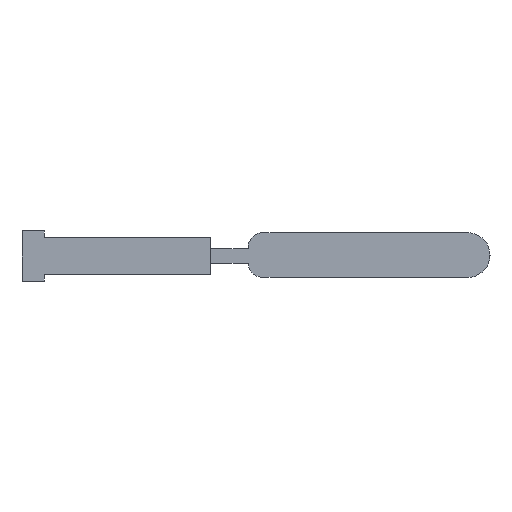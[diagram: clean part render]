
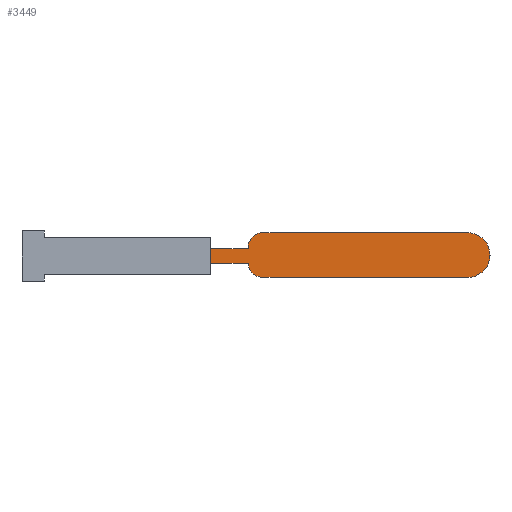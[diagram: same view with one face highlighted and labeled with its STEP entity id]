
A CAD part, left-side view. The second image highlights one B-rep face of the part: STEP entity #3449.
In plain terms, the highlighted planar face has unit normal (-1, 0, 0).
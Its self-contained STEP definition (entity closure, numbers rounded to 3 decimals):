
#7 = VECTOR ( 'NONE', #4889, 1000. ) ;
#60 = VECTOR ( 'NONE', #785, 1000. ) ;
#61 = CARTESIAN_POINT ( 'NONE',  ( -57.143, 27.909, 22.76 ) ) ;
#256 = VERTEX_POINT ( 'NONE', #3895 ) ;
#309 = DIRECTION ( 'NONE',  ( 0., 0., -1. ) ) ;
#335 = CARTESIAN_POINT ( 'NONE',  ( -57.143, 18.109, 22.01 ) ) ;
#359 = CARTESIAN_POINT ( 'NONE',  ( -57.143, 18.909, 22.81 ) ) ;
#473 = EDGE_CURVE ( 'NONE', #3223, #1020, #2718, .T. ) ;
#599 = ORIENTED_EDGE ( 'NONE', *, *, #2003, .F. ) ;
#658 = LINE ( 'NONE', #359, #3721 ) ;
#678 = EDGE_CURVE ( 'NONE', #992, #1101, #3210, .T. ) ;
#682 = ORIENTED_EDGE ( 'NONE', *, *, #3866, .T. ) ;
#729 = DIRECTION ( 'NONE',  ( -1., 0., 0. ) ) ;
#736 = DIRECTION ( 'NONE',  ( 0., 0., -1. ) ) ;
#763 = EDGE_CURVE ( 'NONE', #914, #992, #1341, .T. ) ;
#785 = DIRECTION ( 'NONE',  ( 0., 0., 1. ) ) ;
#804 = EDGE_CURVE ( 'NONE', #914, #3371, #3797, .T. ) ;
#819 = EDGE_CURVE ( 'NONE', #3371, #256, #2284, .T. ) ;
#820 = VERTEX_POINT ( 'NONE', #2261 ) ;
#914 = VERTEX_POINT ( 'NONE', #4616 ) ;
#960 = CARTESIAN_POINT ( 'NONE',  ( -57.143, 18.109, 21.21 ) ) ;
#992 = VERTEX_POINT ( 'NONE', #960 ) ;
#994 = CARTESIAN_POINT ( 'NONE',  ( -57.143, 18.109, 23.61 ) ) ;
#1020 = VERTEX_POINT ( 'NONE', #4692 ) ;
#1081 = CARTESIAN_POINT ( 'NONE',  ( -57.143, 7.109, 21.21 ) ) ;
#1101 = VERTEX_POINT ( 'NONE', #1081 ) ;
#1177 = AXIS2_PLACEMENT_3D ( 'NONE', #335, #1889, #736 ) ;
#1204 = CARTESIAN_POINT ( 'NONE',  ( -57.143, 18.909, 22.76 ) ) ;
#1250 = DIRECTION ( 'NONE',  ( 0., 1., 0. ) ) ;
#1341 = CIRCLE ( 'NONE', #1177, 0.8 ) ;
#1443 = CARTESIAN_POINT ( 'NONE',  ( -57.143, 18.909, 22.76 ) ) ;
#1509 = CARTESIAN_POINT ( 'NONE',  ( -57.143, 7.109, 22.41 ) ) ;
#1613 = CIRCLE ( 'NONE', #3119, 1.2 ) ;
#1703 = ORIENTED_EDGE ( 'NONE', *, *, #763, .T. ) ;
#1730 = EDGE_CURVE ( 'NONE', #820, #4652, #4845, .T. ) ;
#1749 = ORIENTED_EDGE ( 'NONE', *, *, #3834, .F. ) ;
#1791 = DIRECTION ( 'NONE',  ( 0., 1., 0. ) ) ;
#1889 = DIRECTION ( 'NONE',  ( -1., 0., 0. ) ) ;
#2003 = EDGE_CURVE ( 'NONE', #3223, #4652, #658, .T. ) ;
#2042 = CARTESIAN_POINT ( 'NONE',  ( -57.143, 18.909, 22.81 ) ) ;
#2148 = EDGE_CURVE ( 'NONE', #256, #1020, #3846, .T. ) ;
#2261 = CARTESIAN_POINT ( 'NONE',  ( -57.143, 18.109, 23.61 ) ) ;
#2284 = LINE ( 'NONE', #2638, #3561 ) ;
#2511 = DIRECTION ( 'NONE',  ( 1., 0., 0. ) ) ;
#2518 = ORIENTED_EDGE ( 'NONE', *, *, #804, .F. ) ;
#2608 = ORIENTED_EDGE ( 'NONE', *, *, #819, .F. ) ;
#2638 = CARTESIAN_POINT ( 'NONE',  ( -57.143, 27.909, 21.96 ) ) ;
#2648 = DIRECTION ( 'NONE',  ( -1., 0., 0. ) ) ;
#2718 = LINE ( 'NONE', #61, #3709 ) ;
#2801 = CARTESIAN_POINT ( 'NONE',  ( -57.143, 18.909, 21.96 ) ) ;
#2857 = LINE ( 'NONE', #4436, #7 ) ;
#2914 = CARTESIAN_POINT ( 'NONE',  ( -57.143, 18.109, 21.21 ) ) ;
#2923 = ORIENTED_EDGE ( 'NONE', *, *, #1730, .T. ) ;
#2929 = VECTOR ( 'NONE', #3950, 1000. ) ;
#3020 = DIRECTION ( 'NONE',  ( 0., 0., 1. ) ) ;
#3101 = AXIS2_PLACEMENT_3D ( 'NONE', #3553, #2648, #3020 ) ;
#3119 = AXIS2_PLACEMENT_3D ( 'NONE', #1509, #729, #3785 ) ;
#3210 = LINE ( 'NONE', #2914, #2929 ) ;
#3223 = VERTEX_POINT ( 'NONE', #1204 ) ;
#3327 = DIRECTION ( 'NONE',  ( 1., 0., 0. ) ) ;
#3368 = AXIS2_PLACEMENT_3D ( 'NONE', #994, #2511, #1791 ) ;
#3371 = VERTEX_POINT ( 'NONE', #2801 ) ;
#3381 = ORIENTED_EDGE ( 'NONE', *, *, #2148, .F. ) ;
#3449 = ADVANCED_FACE ( 'NONE', ( #4398 ), #3694, .F. ) ;
#3460 = ORIENTED_EDGE ( 'NONE', *, *, #473, .T. ) ;
#3498 = CARTESIAN_POINT ( 'NONE',  ( -57.143, 20.909, 21.96 ) ) ;
#3553 = CARTESIAN_POINT ( 'NONE',  ( -57.143, 18.109, 22.81 ) ) ;
#3561 = VECTOR ( 'NONE', #4138, 1000. ) ;
#3694 = PLANE ( 'NONE',  #3368 ) ;
#3709 = VECTOR ( 'NONE', #1250, 1000. ) ;
#3721 = VECTOR ( 'NONE', #4140, 1000. ) ;
#3785 = DIRECTION ( 'NONE',  ( 0., 0., 1. ) ) ;
#3797 = CIRCLE ( 'NONE', #4103, 0.8 ) ;
#3834 = EDGE_CURVE ( 'NONE', #820, #4329, #2857, .T. ) ;
#3846 = LINE ( 'NONE', #3498, #60 ) ;
#3866 = EDGE_CURVE ( 'NONE', #1101, #4329, #1613, .T. ) ;
#3895 = CARTESIAN_POINT ( 'NONE',  ( -57.143, 20.909, 21.96 ) ) ;
#3950 = DIRECTION ( 'NONE',  ( 0., -1., 0. ) ) ;
#3977 = ORIENTED_EDGE ( 'NONE', *, *, #678, .T. ) ;
#4103 = AXIS2_PLACEMENT_3D ( 'NONE', #1443, #3327, #309 ) ;
#4138 = DIRECTION ( 'NONE',  ( 0., 1., 0. ) ) ;
#4140 = DIRECTION ( 'NONE',  ( 0., 0., 1. ) ) ;
#4329 = VERTEX_POINT ( 'NONE', #4880 ) ;
#4398 = FACE_OUTER_BOUND ( 'NONE', #4858, .T. ) ;
#4436 = CARTESIAN_POINT ( 'NONE',  ( -57.143, 7.109, 23.61 ) ) ;
#4616 = CARTESIAN_POINT ( 'NONE',  ( -57.143, 18.907, 21.96 ) ) ;
#4652 = VERTEX_POINT ( 'NONE', #2042 ) ;
#4692 = CARTESIAN_POINT ( 'NONE',  ( -57.143, 20.909, 22.76 ) ) ;
#4845 = CIRCLE ( 'NONE', #3101, 0.8 ) ;
#4858 = EDGE_LOOP ( 'NONE', ( #1749, #2923, #599, #3460, #3381, #2608, #2518, #1703, #3977, #682 ) ) ;
#4880 = CARTESIAN_POINT ( 'NONE',  ( -57.143, 7.109, 23.61 ) ) ;
#4889 = DIRECTION ( 'NONE',  ( 0., -1., 0. ) ) ;
